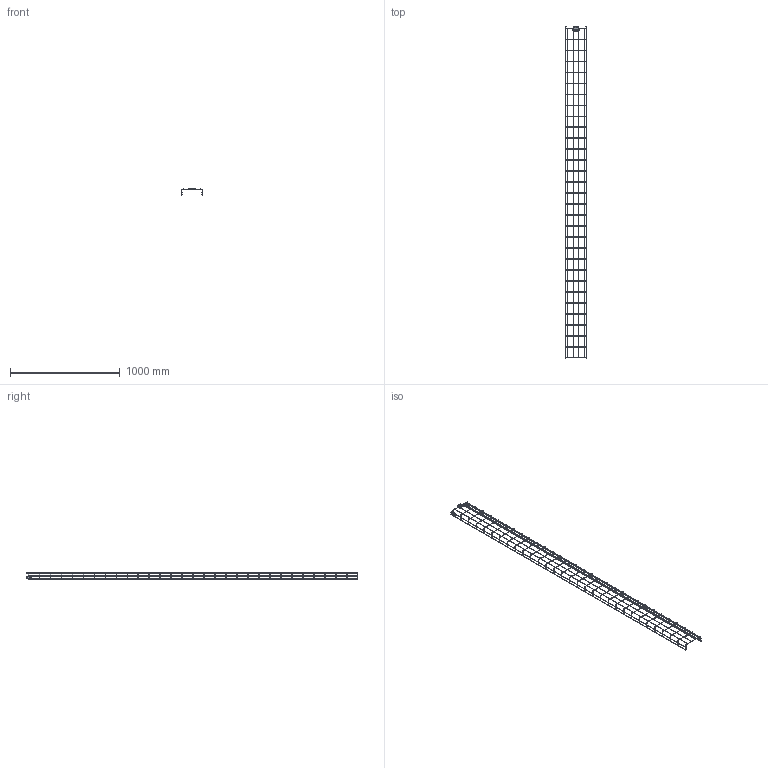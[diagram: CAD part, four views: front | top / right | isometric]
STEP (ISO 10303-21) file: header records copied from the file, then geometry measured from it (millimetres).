
FILE_DESCRIPTION((''),'2;1');
FILE_NAME('940120_ASM','2018-11-07T12:43:48',('tomasz.grudniewski'),(''),'CREO PARAMETRIC BY PTC INC, 2018260','CREO PARAMETRIC BY PTC INC, 2018260','');
FILE_SCHEMA(('CONFIG_CONTROL_DESIGN'));
Length unit declared in the file: millimetre
Products named in the file (5): 940120; ZZLS1_1; ZZLS1_2_20140910; UZS1_1_5_20140716; 940120_ASM
Assembly tree (4 placements, depth 2):
  940120_ASM
    940120
    ZZLS1_1
    ZZLS1_2_20140910
    UZS1_1_5_20140716
Bounding box: 200 x 3024 x 62.06 mm (x, y, z)
Volume: 427657.9 mm3; surface area: 431429.8 mm2
Topology: 42 solids, 42 shells, 1250 faces, 2860 edges, 1736 vertices
Faces by surface type: plane 491, cylinder 292, extrusion 157, bspline 154, torus 124, cone 32
Entity records: 52364 total; most frequent: CARTESIAN_POINT 25606, ORIENTED_EDGE 5720, DIRECTION 4831, EDGE_CURVE 2860, VECTOR 1811, VERTEX_POINT 1736, LINE 1654, AXIS2_PLACEMENT_3D 1510
